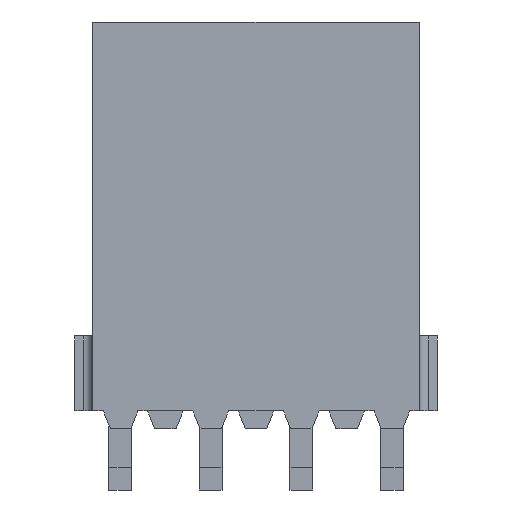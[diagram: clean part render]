
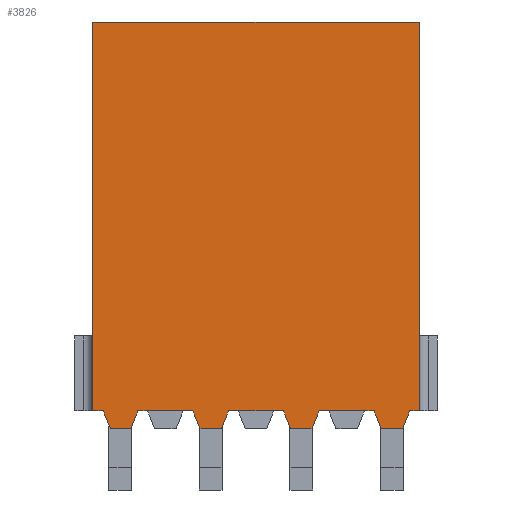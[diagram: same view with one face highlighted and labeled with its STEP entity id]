
A CAD part, front view. The second image highlights one B-rep face of the part: STEP entity #3826.
In plain terms, the highlighted planar face has unit normal (0, -1, 0).
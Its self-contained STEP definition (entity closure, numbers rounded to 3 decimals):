
#187=DIRECTION('',(1.,0.,0.));
#188=VECTOR('',#187,0.3);
#189=CARTESIAN_POINT('',(-4.58,-2.5,-10.9));
#190=LINE('',#189,#188);
#921=DIRECTION('',(0.,0.,1.));
#922=VECTOR('',#921,10.9);
#923=CARTESIAN_POINT('',(4.58,-2.5,-10.9));
#924=LINE('',#923,#922);
#929=DIRECTION('',(-0.371,0.,0.928));
#930=VECTOR('',#929,0.539);
#931=CARTESIAN_POINT('',(-1.57,-2.5,-11.4));
#932=LINE('',#931,#930);
#933=DIRECTION('',(-1.,0.,0.));
#934=VECTOR('',#933,1.54);
#935=CARTESIAN_POINT('',(-1.77,-2.5,-10.9));
#936=LINE('',#935,#934);
#937=DIRECTION('',(-0.371,0.,-0.928));
#938=VECTOR('',#937,0.539);
#939=CARTESIAN_POINT('',(-3.31,-2.5,-10.9));
#940=LINE('',#939,#938);
#941=DIRECTION('',(1.,0.,0.));
#942=VECTOR('',#941,0.57);
#943=CARTESIAN_POINT('',(-4.08,-2.5,-11.4));
#944=LINE('',#943,#942);
#945=DIRECTION('',(0.371,0.,-0.928));
#946=VECTOR('',#945,0.539);
#947=CARTESIAN_POINT('',(-4.28,-2.5,-10.9));
#948=LINE('',#947,#946);
#949=DIRECTION('',(0.,0.,-1.));
#950=VECTOR('',#949,10.9);
#951=CARTESIAN_POINT('',(-4.58,-2.5,0.));
#952=LINE('',#951,#950);
#953=DIRECTION('',(1.,0.,0.));
#954=VECTOR('',#953,9.16);
#955=CARTESIAN_POINT('',(-4.58,-2.5,0.));
#956=LINE('',#955,#954);
#957=DIRECTION('',(-1.,0.,0.));
#958=VECTOR('',#957,0.27);
#959=CARTESIAN_POINT('',(4.58,-2.5,-10.9));
#960=LINE('',#959,#958);
#961=DIRECTION('',(-0.371,0.,-0.928));
#962=VECTOR('',#961,0.539);
#963=CARTESIAN_POINT('',(4.31,-2.5,-10.9));
#964=LINE('',#963,#962);
#965=DIRECTION('',(1.,0.,0.));
#966=VECTOR('',#965,0.6);
#967=CARTESIAN_POINT('',(3.51,-2.5,-11.4));
#968=LINE('',#967,#966);
#969=DIRECTION('',(-0.371,0.,0.928));
#970=VECTOR('',#969,0.539);
#971=CARTESIAN_POINT('',(3.51,-2.5,-11.4));
#972=LINE('',#971,#970);
#973=DIRECTION('',(-1.,0.,0.));
#974=VECTOR('',#973,1.54);
#975=CARTESIAN_POINT('',(3.31,-2.5,-10.9));
#976=LINE('',#975,#974);
#977=DIRECTION('',(-0.371,0.,-0.928));
#978=VECTOR('',#977,0.539);
#979=CARTESIAN_POINT('',(1.77,-2.5,-10.9));
#980=LINE('',#979,#978);
#981=DIRECTION('',(1.,0.,0.));
#982=VECTOR('',#981,0.6);
#983=CARTESIAN_POINT('',(0.97,-2.5,-11.4));
#984=LINE('',#983,#982);
#985=DIRECTION('',(-0.371,0.,0.928));
#986=VECTOR('',#985,0.539);
#987=CARTESIAN_POINT('',(0.97,-2.5,-11.4));
#988=LINE('',#987,#986);
#989=DIRECTION('',(-1.,0.,0.));
#990=VECTOR('',#989,1.54);
#991=CARTESIAN_POINT('',(0.77,-2.5,-10.9));
#992=LINE('',#991,#990);
#993=DIRECTION('',(-0.371,0.,-0.928));
#994=VECTOR('',#993,0.539);
#995=CARTESIAN_POINT('',(-0.77,-2.5,-10.9));
#996=LINE('',#995,#994);
#997=DIRECTION('',(1.,0.,0.));
#998=VECTOR('',#997,0.6);
#999=CARTESIAN_POINT('',(-1.57,-2.5,-11.4));
#1000=LINE('',#999,#998);
#2197=CARTESIAN_POINT('',(-4.58,-2.5,0.));
#2198=CARTESIAN_POINT('',(4.58,-2.5,0.));
#2199=VERTEX_POINT('',#2197);
#2200=VERTEX_POINT('',#2198);
#2229=CARTESIAN_POINT('',(-4.58,-2.5,-10.9));
#2230=VERTEX_POINT('',#2229);
#2449=CARTESIAN_POINT('',(-4.28,-2.5,-10.9));
#2450=VERTEX_POINT('',#2449);
#2505=CARTESIAN_POINT('',(-4.08,-2.5,-11.4));
#2507=VERTEX_POINT('',#2505);
#2511=CARTESIAN_POINT('',(4.58,-2.5,-10.9));
#2512=CARTESIAN_POINT('',(4.31,-2.5,-10.9));
#2513=VERTEX_POINT('',#2511);
#2514=VERTEX_POINT('',#2512);
#2515=CARTESIAN_POINT('',(4.11,-2.5,-11.4));
#2516=VERTEX_POINT('',#2515);
#2523=CARTESIAN_POINT('',(3.51,-2.5,-11.4));
#2524=CARTESIAN_POINT('',(3.31,-2.5,-10.9));
#2525=VERTEX_POINT('',#2523);
#2526=VERTEX_POINT('',#2524);
#2527=CARTESIAN_POINT('',(1.77,-2.5,-10.9));
#2528=VERTEX_POINT('',#2527);
#2529=CARTESIAN_POINT('',(1.57,-2.5,-11.4));
#2530=VERTEX_POINT('',#2529);
#2539=CARTESIAN_POINT('',(0.97,-2.5,-11.4));
#2540=CARTESIAN_POINT('',(0.77,-2.5,-10.9));
#2541=VERTEX_POINT('',#2539);
#2542=VERTEX_POINT('',#2540);
#2543=CARTESIAN_POINT('',(-0.77,-2.5,-10.9));
#2544=VERTEX_POINT('',#2543);
#2545=CARTESIAN_POINT('',(-0.97,-2.5,-11.4));
#2546=VERTEX_POINT('',#2545);
#2555=CARTESIAN_POINT('',(-1.57,-2.5,-11.4));
#2556=CARTESIAN_POINT('',(-1.77,-2.5,-10.9));
#2557=VERTEX_POINT('',#2555);
#2558=VERTEX_POINT('',#2556);
#2559=CARTESIAN_POINT('',(-3.31,-2.5,-10.9));
#2560=VERTEX_POINT('',#2559);
#2561=CARTESIAN_POINT('',(-3.51,-2.5,-11.4));
#2562=VERTEX_POINT('',#2561);
#3785=CARTESIAN_POINT('',(-5.08,-2.5,0.));
#3786=DIRECTION('',(0.,-1.,0.));
#3787=DIRECTION('',(0.,0.,-1.));
#3788=AXIS2_PLACEMENT_3D('',#3785,#3786,#3787);
#3789=PLANE('',#3788);
#3791=ORIENTED_EDGE('',*,*,#3790,.T.);
#3792=ORIENTED_EDGE('',*,*,#2906,.T.);
#3794=ORIENTED_EDGE('',*,*,#3793,.T.);
#3796=ORIENTED_EDGE('',*,*,#3795,.F.);
#3798=ORIENTED_EDGE('',*,*,#3797,.F.);
#3799=ORIENTED_EDGE('',*,*,#2987,.F.);
#3801=ORIENTED_EDGE('',*,*,#3800,.F.);
#3803=ORIENTED_EDGE('',*,*,#3802,.T.);
#3804=ORIENTED_EDGE('',*,*,#3772,.F.);
#3805=ORIENTED_EDGE('',*,*,#2930,.T.);
#3807=ORIENTED_EDGE('',*,*,#3806,.T.);
#3809=ORIENTED_EDGE('',*,*,#3808,.F.);
#3811=ORIENTED_EDGE('',*,*,#3810,.T.);
#3812=ORIENTED_EDGE('',*,*,#2922,.T.);
#3814=ORIENTED_EDGE('',*,*,#3813,.T.);
#3816=ORIENTED_EDGE('',*,*,#3815,.F.);
#3818=ORIENTED_EDGE('',*,*,#3817,.T.);
#3819=ORIENTED_EDGE('',*,*,#2914,.T.);
#3821=ORIENTED_EDGE('',*,*,#3820,.T.);
#3823=ORIENTED_EDGE('',*,*,#3822,.F.);
#3824=EDGE_LOOP('',(#3791,#3792,#3794,#3796,#3798,#3799,#3801,#3803,#3804,#3805,
#3807,#3809,#3811,#3812,#3814,#3816,#3818,#3819,#3821,#3823));
#3825=FACE_OUTER_BOUND('',#3824,.F.);
#2906=EDGE_CURVE('',#2558,#2560,#936,.T.);
#2914=EDGE_CURVE('',#2542,#2544,#992,.T.);
#2922=EDGE_CURVE('',#2526,#2528,#976,.T.);
#2930=EDGE_CURVE('',#2513,#2514,#960,.T.);
#2987=EDGE_CURVE('',#2230,#2450,#190,.T.);
#3772=EDGE_CURVE('',#2513,#2200,#924,.T.);
#3790=EDGE_CURVE('',#2557,#2558,#932,.T.);
#3793=EDGE_CURVE('',#2560,#2562,#940,.T.);
#3795=EDGE_CURVE('',#2507,#2562,#944,.T.);
#3797=EDGE_CURVE('',#2450,#2507,#948,.T.);
#3800=EDGE_CURVE('',#2199,#2230,#952,.T.);
#3802=EDGE_CURVE('',#2199,#2200,#956,.T.);
#3806=EDGE_CURVE('',#2514,#2516,#964,.T.);
#3808=EDGE_CURVE('',#2525,#2516,#968,.T.);
#3810=EDGE_CURVE('',#2525,#2526,#972,.T.);
#3813=EDGE_CURVE('',#2528,#2530,#980,.T.);
#3815=EDGE_CURVE('',#2541,#2530,#984,.T.);
#3817=EDGE_CURVE('',#2541,#2542,#988,.T.);
#3820=EDGE_CURVE('',#2544,#2546,#996,.T.);
#3822=EDGE_CURVE('',#2557,#2546,#1000,.T.);
#3826=ADVANCED_FACE('',(#3825),#3789,.T.);
